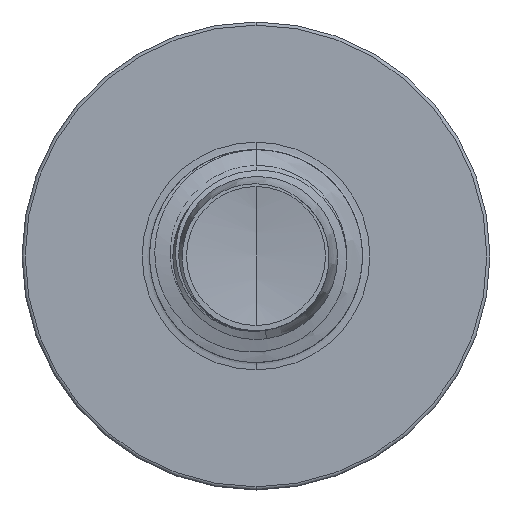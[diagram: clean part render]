
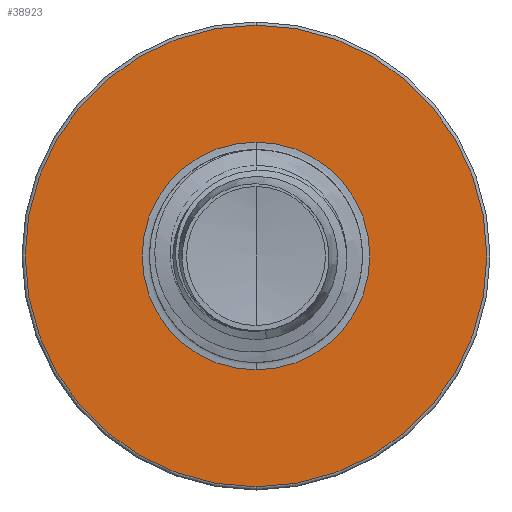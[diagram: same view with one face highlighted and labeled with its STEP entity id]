
A CAD part, front view. The second image highlights one B-rep face of the part: STEP entity #38923.
In plain terms, the highlighted planar face has unit normal (0, -1, 0).
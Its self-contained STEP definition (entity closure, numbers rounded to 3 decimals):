
#111 = CARTESIAN_POINT ( 'NONE',  ( 0., 25., 0. ) ) ;
#2488 = AXIS2_PLACEMENT_3D ( 'NONE', #7967, #31124, #11831 ) ;
#4033 = DIRECTION ( 'NONE',  ( 0., 0., 1. ) ) ;
#5655 = CIRCLE ( 'NONE', #30295, 5.425 ) ;
#6311 = CARTESIAN_POINT ( 'NONE',  ( 0., 25., -2.677 ) ) ;
#6909 = VERTEX_POINT ( 'NONE', #24899 ) ;
#7505 = DIRECTION ( 'NONE',  ( 0., 1., 0. ) ) ;
#7967 = CARTESIAN_POINT ( 'NONE',  ( 0., 25., 0. ) ) ;
#8957 = AXIS2_PLACEMENT_3D ( 'NONE', #111, #25224, #4033 ) ;
#11831 = DIRECTION ( 'NONE',  ( 0., 0., 1. ) ) ;
#12167 = ORIENTED_EDGE ( 'NONE', *, *, #30154, .F. ) ;
#12371 = VERTEX_POINT ( 'NONE', #19976 ) ;
#13295 = FACE_OUTER_BOUND ( 'NONE', #31133, .T. ) ;
#15035 = CARTESIAN_POINT ( 'NONE',  ( 0., 25., 0. ) ) ;
#17813 = CARTESIAN_POINT ( 'NONE',  ( 0., 25., -5.425 ) ) ;
#18462 = DIRECTION ( 'NONE',  ( 0., 0., 1. ) ) ;
#19976 = CARTESIAN_POINT ( 'NONE',  ( 0., 25., 2.677 ) ) ;
#20323 = ORIENTED_EDGE ( 'NONE', *, *, #30143, .T. ) ;
#20700 = DIRECTION ( 'NONE',  ( 0., 1., 0. ) ) ;
#21107 = EDGE_CURVE ( 'NONE', #6909, #26921, #34208, .T. ) ;
#22330 = FACE_BOUND ( 'NONE', #22721, .T. ) ;
#22721 = EDGE_LOOP ( 'NONE', ( #20323, #34069 ) ) ;
#23886 = PLANE ( 'NONE',  #26666 ) ;
#24405 = CIRCLE ( 'NONE', #28203, 2.677 ) ;
#24899 = CARTESIAN_POINT ( 'NONE',  ( 0., 25., 5.425 ) ) ;
#25224 = DIRECTION ( 'NONE',  ( 0., 1., 0. ) ) ;
#25643 = EDGE_CURVE ( 'NONE', #32045, #12371, #38411, .T. ) ;
#25782 = ORIENTED_EDGE ( 'NONE', *, *, #21107, .F. ) ;
#26666 = AXIS2_PLACEMENT_3D ( 'NONE', #6311, #20700, #32850 ) ;
#26921 = VERTEX_POINT ( 'NONE', #17813 ) ;
#27708 = CARTESIAN_POINT ( 'NONE',  ( 0., 25., 0. ) ) ;
#28203 = AXIS2_PLACEMENT_3D ( 'NONE', #27708, #7505, #30739 ) ;
#29782 = CARTESIAN_POINT ( 'NONE',  ( 0., 25., -2.677 ) ) ;
#30143 = EDGE_CURVE ( 'NONE', #12371, #32045, #24405, .T. ) ;
#30154 = EDGE_CURVE ( 'NONE', #26921, #6909, #5655, .T. ) ;
#30295 = AXIS2_PLACEMENT_3D ( 'NONE', #15035, #36427, #18462 ) ;
#30739 = DIRECTION ( 'NONE',  ( 0., 0., 1. ) ) ;
#31124 = DIRECTION ( 'NONE',  ( 0., 1., 0. ) ) ;
#31133 = EDGE_LOOP ( 'NONE', ( #25782, #12167 ) ) ;
#32045 = VERTEX_POINT ( 'NONE', #29782 ) ;
#32850 = DIRECTION ( 'NONE',  ( 0., 0., 1. ) ) ;
#34069 = ORIENTED_EDGE ( 'NONE', *, *, #25643, .T. ) ;
#34208 = CIRCLE ( 'NONE', #8957, 5.425 ) ;
#36427 = DIRECTION ( 'NONE',  ( 0., 1., 0. ) ) ;
#38411 = CIRCLE ( 'NONE', #2488, 2.677 ) ;
#38923 = ADVANCED_FACE ( 'NONE', ( #13295, #22330 ), #23886, .F. ) ;
